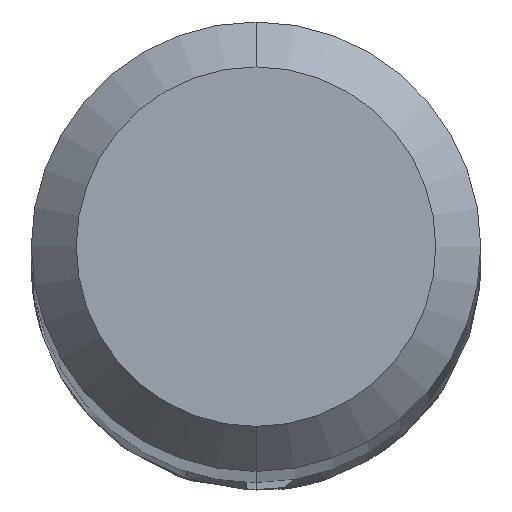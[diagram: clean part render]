
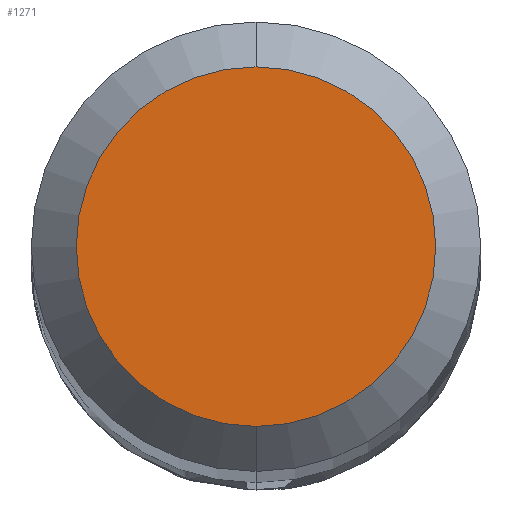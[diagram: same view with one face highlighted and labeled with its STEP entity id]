
A CAD part, top view. The second image highlights one B-rep face of the part: STEP entity #1271.
In plain terms, the highlighted planar face has unit normal (0, 0, 1).
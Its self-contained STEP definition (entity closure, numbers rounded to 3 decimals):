
#923=EDGE_CURVE('',#959,#1767,#2397,.T.);
#959=VERTEX_POINT('',#2434);
#1271=ADVANCED_FACE('',(#2781),#2782,.T.);
#1507=EDGE_CURVE('',#1767,#959,#3038,.T.);
#1767=VERTEX_POINT('',#3315);
#2397=CIRCLE('',#4714,1.2);
#2434=CARTESIAN_POINT('',(0.,-1.2,0.0));
#2781=FACE_OUTER_BOUND('',#6903,.T.);
#2782=PLANE('',#6904);
#3038=CIRCLE('',#7708,1.2);
#3315=CARTESIAN_POINT('',(0.0,1.2,0.0));
#4714=AXIS2_PLACEMENT_3D('',#11434,#11435,#11436);
#6903=EDGE_LOOP('',(#11883,#11884));
#6904=AXIS2_PLACEMENT_3D('',#11885,#11886,#11887);
#7708=AXIS2_PLACEMENT_3D('',#12193,#12194,#12195);
#11434=CARTESIAN_POINT('',(0.0,0.0,0.0));
#11435=DIRECTION('',(0.0,0.0,-1.0));
#11436=DIRECTION('',(0.0,1.0,0.0));
#11883=ORIENTED_EDGE('',*,*,#1507,.F.);
#11884=ORIENTED_EDGE('',*,*,#923,.F.);
#11885=CARTESIAN_POINT('',(0.0,0.6,0.0));
#11886=DIRECTION('',(-0.0,0.0,1.0));
#11887=DIRECTION('',(0.0,-1.0,0.0));
#12193=CARTESIAN_POINT('',(0.0,0.0,0.0));
#12194=DIRECTION('',(0.0,0.0,-1.0));
#12195=DIRECTION('',(0.0,1.0,0.0));
